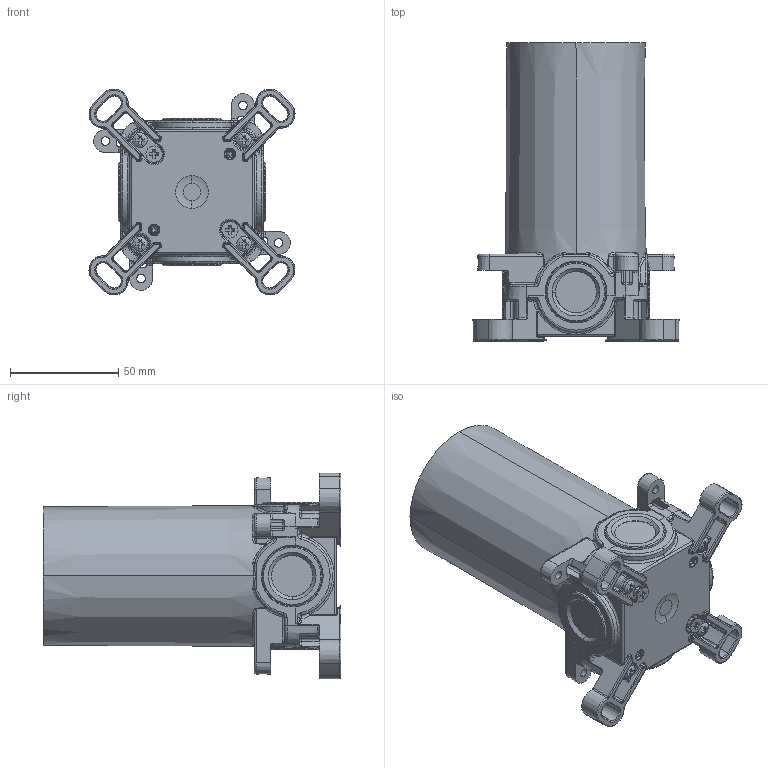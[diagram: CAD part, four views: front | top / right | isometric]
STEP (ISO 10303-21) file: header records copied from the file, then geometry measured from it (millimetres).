
FILE_DESCRIPTION(('CATIA V5 STEP Exchange','CAx-IF Rec.Pracs.--- Model Styling and Organization---1.5--- 2016-08-15','CAx-IF Rec.Pracs.---Supplemental Geometry---1.0---2011-11-01','CAx-IF Rec.Pracs.--- Composite Materials ---3.4---2017-06-13','CAx-IF Rec.Pracs.---Tessellated 3D Geometry---1.0---2015-12-17'),'2;1');
FILE_NAME('ZB0G6000.stp','2024-06-10T13:29:15+00:00',('none'),('none'),'CATIA Version 5-6 Release 2020 SP2','CATIA V5 STEP AP242 v2','none');
FILE_SCHEMA(('AP242_MANAGED_MODEL_BASED_3D_ENGINEERING_MIM_LF {1 0 10303 442 1 1 4}'));
Products named in the file (1): ZB0G6000
Bounding box: 95.07 x 137.5 x 95.06 mm (x, y, z)
Volume: 84317.9 mm3; surface area: 94270.7 mm2
Topology: 7 solids, 103 shells, 2811 faces, 7582 edges, 4698 vertices
Faces by surface type: bspline 892, cylinder 853, plane 583, torus 213, cone 146, sphere 124
Entity records: 130119 total; most frequent: CARTESIAN_POINT 76329, ORIENTED_EDGE 14632, EDGE_CURVE 7380, DIRECTION 4995, VERTEX_POINT 4698, B_SPLINE_CURVE_WITH_KNOTS 4149, EDGE_LOOP 2858, ADVANCED_FACE 2811
